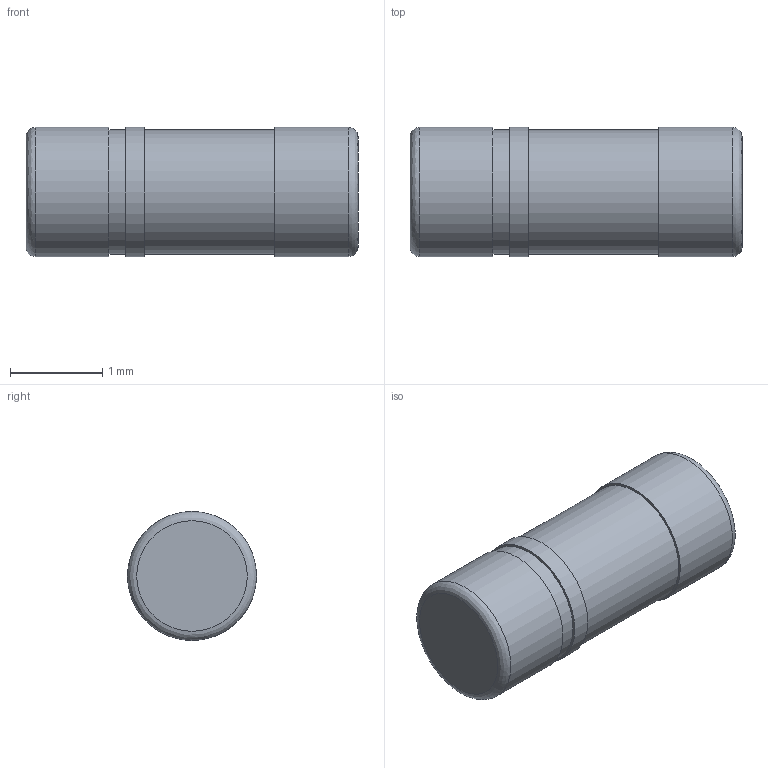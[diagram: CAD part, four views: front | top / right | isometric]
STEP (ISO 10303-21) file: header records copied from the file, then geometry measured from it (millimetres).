
FILE_DESCRIPTION(('FreeCAD Model'),'2;1');
FILE_NAME('D_MiniMELF_Standard.step','2017-04-30T14:09:48',('kicad StepUp'),( 'ksu MCAD'),'Open CASCADE STEP processor 7.1','FreeCAD','Unknown');
FILE_SCHEMA(('AUTOMOTIVE_DESIGN_CC2 { 1 2 10303 214 -1 1 5 4 }'));
Length unit declared in the file: millimetre
Products named in the file (1): D_MiniMELF_Standard
Bounding box: 3.6 x 1.4 x 1.4 mm (x, y, z)
Volume: 5.4 mm3; surface area: 18.7 mm2
Topology: 1 solids, 1 shells, 13 faces, 19 edges, 12 vertices
Faces by surface type: plane 6, cylinder 5, revolution 2
Full cylindrical faces by diameter (mm): 1.35 x2, 1.4 x3
Entity records: 262 total; most frequent: ORIENTED_EDGE 34, CARTESIAN_POINT 30, AXIS2_PLACEMENT_3D 23, EDGE_CURVE 19, FACE_BOUND 17, EDGE_LOOP 17, DIRECTION 14, CIRCLE 14
